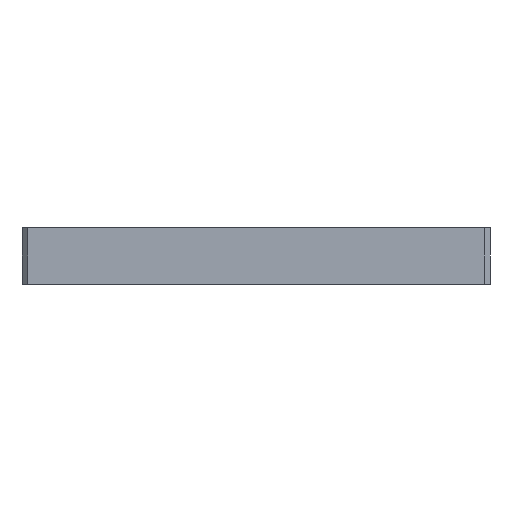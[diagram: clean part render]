
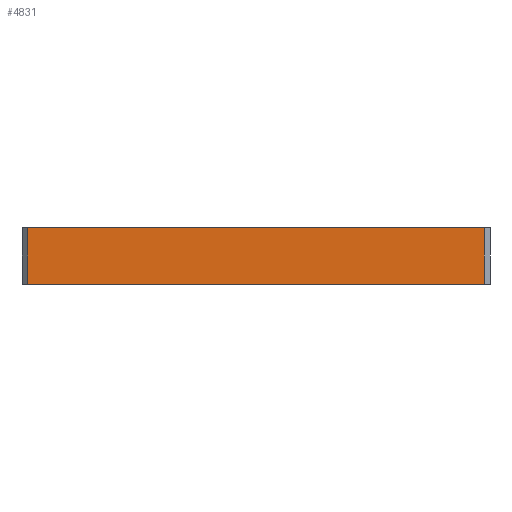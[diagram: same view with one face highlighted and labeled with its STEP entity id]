
A CAD part, left-side view. The second image highlights one B-rep face of the part: STEP entity #4831.
In plain terms, the highlighted planar face has unit normal (-1, 0, 0).
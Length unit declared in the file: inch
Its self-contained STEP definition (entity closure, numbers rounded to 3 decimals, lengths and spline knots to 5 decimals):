
#24 = DIRECTION ( 'NONE',  ( 0., 0., -1. ) ) ;
#252 = EDGE_CURVE ( 'NONE', #6271, #1825, #4856, .T. ) ;
#297 = PLANE ( 'NONE',  #2493 ) ;
#409 = CARTESIAN_POINT ( 'NONE',  ( -0.00001, 0.03, 0.297 ) ) ;
#500 = FACE_OUTER_BOUND ( 'NONE', #3814, .T. ) ;
#575 = LINE ( 'NONE', #2619, #3075 ) ;
#580 = VECTOR ( 'NONE', #5425, 39.37008 ) ;
#716 = CARTESIAN_POINT ( 'NONE',  ( -0.00001, 0.03, 0. ) ) ;
#847 = DIRECTION ( 'NONE',  ( 0., 0., 1. ) ) ;
#1013 = VECTOR ( 'NONE', #24, 39.37008 ) ;
#1825 = VERTEX_POINT ( 'NONE', #409 ) ;
#1887 = CARTESIAN_POINT ( 'NONE',  ( -0.00001, 0., 0.297 ) ) ;
#1920 = ORIENTED_EDGE ( 'NONE', *, *, #6511, .T. ) ;
#2493 = AXIS2_PLACEMENT_3D ( 'NONE', #1887, #4051, #847 ) ;
#2534 = VERTEX_POINT ( 'NONE', #4737 ) ;
#2619 = CARTESIAN_POINT ( 'NONE',  ( -0.00001, 0., 0.297 ) ) ;
#2720 = LINE ( 'NONE', #5065, #3976 ) ;
#2879 = ORIENTED_EDGE ( 'NONE', *, *, #4122, .T. ) ;
#2891 = CARTESIAN_POINT ( 'NONE',  ( -0.00001, 0.03, 0.297 ) ) ;
#3075 = VECTOR ( 'NONE', #3172, 39.37008 ) ;
#3172 = DIRECTION ( 'NONE',  ( 0., 1., 0. ) ) ;
#3787 = CARTESIAN_POINT ( 'NONE',  ( -0.00001, 2.435, 0.297 ) ) ;
#3814 = EDGE_LOOP ( 'NONE', ( #1920, #2879, #5226, #5175 ) ) ;
#3976 = VECTOR ( 'NONE', #6155, 39.37008 ) ;
#4051 = DIRECTION ( 'NONE',  ( -1., 0., 0. ) ) ;
#4122 = EDGE_CURVE ( 'NONE', #5200, #2534, #5113, .T. ) ;
#4737 = CARTESIAN_POINT ( 'NONE',  ( -0.00001, 2.435, 0. ) ) ;
#4831 = ADVANCED_FACE ( 'NONE', ( #500 ), #297, .T. ) ;
#4856 = LINE ( 'NONE', #2891, #580 ) ;
#5065 = CARTESIAN_POINT ( 'NONE',  ( -0.00001, 0., 0. ) ) ;
#5113 = LINE ( 'NONE', #3787, #1013 ) ;
#5175 = ORIENTED_EDGE ( 'NONE', *, *, #252, .T. ) ;
#5200 = VERTEX_POINT ( 'NONE', #5830 ) ;
#5226 = ORIENTED_EDGE ( 'NONE', *, *, #5700, .F. ) ;
#5425 = DIRECTION ( 'NONE',  ( 0., 0., 1. ) ) ;
#5700 = EDGE_CURVE ( 'NONE', #6271, #2534, #2720, .T. ) ;
#5830 = CARTESIAN_POINT ( 'NONE',  ( -0.00001, 2.435, 0.297 ) ) ;
#6155 = DIRECTION ( 'NONE',  ( 0., 1., 0. ) ) ;
#6271 = VERTEX_POINT ( 'NONE', #716 ) ;
#6511 = EDGE_CURVE ( 'NONE', #1825, #5200, #575, .T. ) ;
